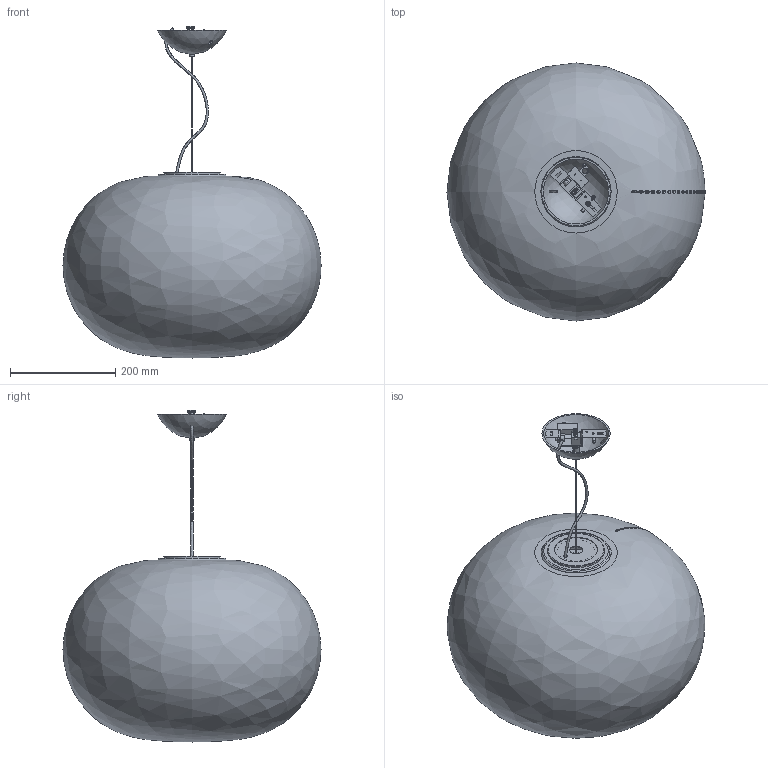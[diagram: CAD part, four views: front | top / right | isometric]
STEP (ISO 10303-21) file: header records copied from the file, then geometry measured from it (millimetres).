
FILE_DESCRIPTION(/* description */ (''),/* implementation_level */ '2;1');
FILE_NAME(/* name */ 'F430690150BINE.stp',/* time_stamp */ '2020-01-17T15:00:25+01:00',/* author */ ('sghezzi'),/* organization */ (''),/* preprocessor_version */ 'ST-DEVELOPER v17.2',/* originating_system */ 'Autodesk Inventor 2019',/* authorisation */ '');
FILE_SCHEMA (('AUTOMOTIVE_DESIGN { 1 0 10303 214 3 1 1 }'));
Length unit declared in the file: millimetre
Products named in the file (37): 4306-1_LAMP_SOSP_BIANCA_D490; M4306-1_MONTATURA_SOSP_BIANCA_D500; 007430635_GHIERA MONTATURA SOSP BIANCA D490; 007430634_GHIERA MONTATURA BIANCA D490; 007430615; 007430614; Cavetto_acciaio; 007430620; DIN 7991 - M3x10; 006080911; ISO 8675 - M10 x 1; AS 1969 - M10; 005333900_PL_E27_CERAMICO+TER_ ARTP 113T; 003430630_COPERCHIO SUPERIORE SOSP. BIANCA D500 RAL9002; Cavo_eletr; Assieme Rosone MC Donald; 007600246_CAVALLOTTO_MC Donald; 003419604 per MC Donald; Cilindro fissaggio rosone MC Donald; 005424800; ASME B18.21.2M - 4,2 - Tipo A; JIS B 1111 - A M4 x 6 - H; Vite plastica m5X22 cLOCHE MC Donald; 006510070_BLOCCACAVO_PTr5100-7-8-011_ST; Morsetto Cabit V3S; 066002100_capocorda_foro_4; 006359270 ; 066010000_Bloccacavo ot nk 2 fori + viti 65091020; Parte6; Vite 65091020 x bloccacavo 066010000; 060009000_DADO_ES_M10X1_H3_L13_ZnBi; V4306-1_VETRO_BIANCA_D490; 007430640_GHIERA VETRO BIANCA D490; 002430607_VETRO_BIANCA_480; 007430650_LINGUETTA VETRO BIANCA D490; ISO 7045 - M3 x 20 - 4.8 - H; 003430620_GOMMINO PER LINGUETTA BIANCA D490
Assembly tree (47 placements, depth 5):
  4306-1_LAMP_SOSP_BIANCA_D490
    M4306-1_MONTATURA_SOSP_BIANCA_D500
      007430635_GHIERA MONTATURA SOSP BIANCA D490
        007430634_GHIERA MONTATURA BIANCA D490
      007430615
      007430614
      Cavetto_acciaio
      007430620
      DIN 7991 - M3x10  x3
      006080911
      ISO 8675 - M10 x 1
      AS 1969 - M10
      005333900_PL_E27_CERAMICO+TER_ ARTP 113T
      003430630_COPERCHIO SUPERIORE SOSP. BIANCA D500 RAL9002
      Cavo_eletr
      Assieme Rosone MC Donald
        007600246_CAVALLOTTO_MC Donald
        003419604 per MC Donald
        Cilindro fissaggio rosone MC Donald
        ASME B18.21.2M - 4,2 - Tipo A  x2
        005424800
        JIS B 1111 - A M4 x 6 - H
        Vite plastica m5X22 cLOCHE MC Donald
        006510070_BLOCCACAVO_PTr5100-7-8-011_ST
        060009000_DADO_ES_M10X1_H3_L13_ZnBi  x2
        Morsetto Cabit V3S
        066002100_capocorda_foro_4
        006359270 
        066010000_Bloccacavo ot nk 2 fori + viti 65091020
          Parte6
          Vite 65091020 x bloccacavo 066010000  x2
    V4306-1_VETRO_BIANCA_D490
      007430640_GHIERA VETRO BIANCA D490
      002430607_VETRO_BIANCA_480
      007430650_LINGUETTA VETRO BIANCA D490  x3
      ISO 7045 - M3 x 20 - 4.8 - H  x3
      003430620_GOMMINO PER LINGUETTA BIANCA D490  x3
Bounding box: 490 x 490 x 630.48 mm (x, y, z)
Volume: 3585199.4 mm3; surface area: 1438073.7 mm2
Topology: 42 solids, 42 shells, 1144 faces, 3012 edges, 1993 vertices
Faces by surface type: plane 547, cylinder 280, cone 193, bspline 65, sphere 31, torus 28
Full cylindrical faces by diameter (mm): 1 x1, 1.5 x1, 2 x2, 2.2 x4, 2.3 x4, 2.459 x3, 2.5 x8, 2.729 x3, 3 x10, 3.2 x7, 3.242 x1, 3.571 x1, 4 x4, 4.2 x1, 4.3 x1, 4.4 x1, 4.47 x2, 4.5 x3, 4.8 x1, 5.2 x1, 6 x10, 7 x5, 7.2 x1, 8 x2, 8.376 x2, 8.917 x1, 8.92 x1, 10 x4, 10.2 x1, 10.5 x1
Entity records: 37675 total; most frequent: CARTESIAN_POINT 14575, ORIENTED_EDGE 4628, DIRECTION 4554, EDGE_CURVE 2314, AXIS2_PLACEMENT_3D 1829, VERTEX_POINT 1540, EDGE_LOOP 1000, LINE 896
